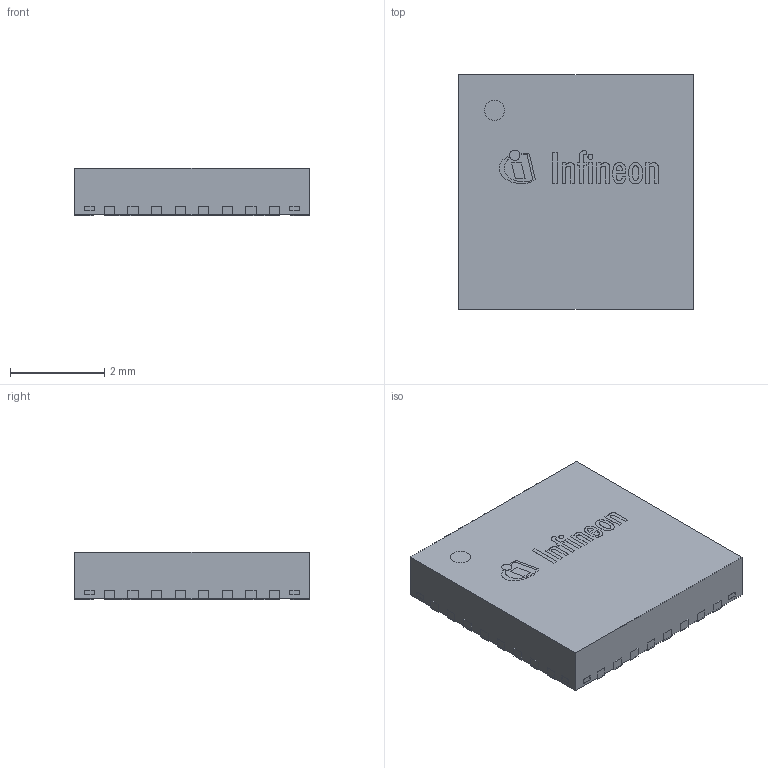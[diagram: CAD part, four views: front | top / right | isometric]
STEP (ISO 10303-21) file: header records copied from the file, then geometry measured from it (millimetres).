
FILE_DESCRIPTION(/* description */ (''),/* implementation_level */ '2;1');
FILE_NAME(/* name */ 'PG-VQFN-32-23_Z8B00205128_V03_3D.stp',/* time_stamp */ '2022-06-03T18:35:04+05:00',/* author */ ('janartha'),/* organization */ (''),/* preprocessor_version */ 'ST-DEVELOPER v16.13',/* originating_system */ 'AutoCAD Mechanical',/* authorisation */ '');
FILE_SCHEMA (('AUTOMOTIVE_DESIGN { 1 0 10303 214 3 1 1 }'));
Length unit declared in the file: millimetre
Products named in the file (1): Product
Bounding box: 5 x 5 x 1 mm (x, y, z)
Surface area: 108.1 mm2
Topology: 55 solids, 55 shells, 392 faces, 843 edges, 562 vertices
Faces by surface type: plane 322, cylinder 52, bspline 18
Full cylindrical faces by diameter (mm): 0.107 x1, 0.219 x1, 0.426 x2
Entity records: 10657 total; most frequent: CARTESIAN_POINT 2164, ORIENTED_EDGE 1678, DIRECTION 1657, EDGE_CURVE 839, LINE 699, VECTOR 699, VERTEX_POINT 562, AXIS2_PLACEMENT_3D 479
